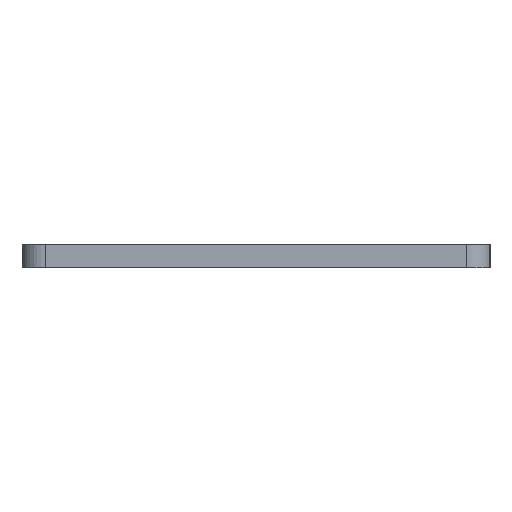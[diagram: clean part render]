
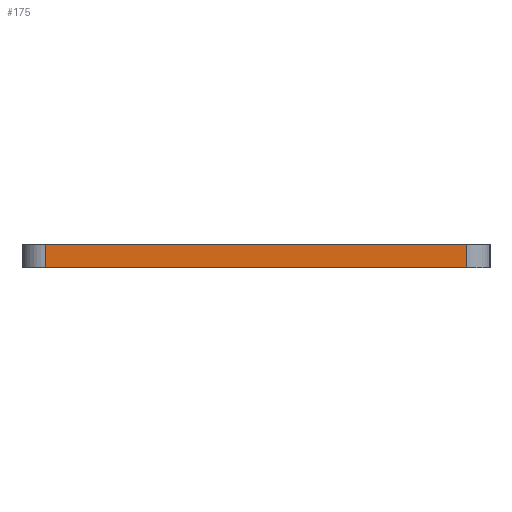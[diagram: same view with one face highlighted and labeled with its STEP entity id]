
A CAD part, left-side view. The second image highlights one B-rep face of the part: STEP entity #175.
In plain terms, the highlighted planar face has unit normal (-1, 0, 0).
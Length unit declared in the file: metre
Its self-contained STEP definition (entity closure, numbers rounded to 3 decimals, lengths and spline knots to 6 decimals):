
#175=ADVANCED_FACE('',(#510),#511,.T.);
#510=FACE_OUTER_BOUND('',#891,.T.);
#511=PLANE('',#892);
#891=EDGE_LOOP('',(#1404,#1405,#1406,#1407));
#892=AXIS2_PLACEMENT_3D('',#1408,#1409,#1410);
#1404=ORIENTED_EDGE('',*,*,#1794,.T.);
#1405=ORIENTED_EDGE('',*,*,#1819,.T.);
#1406=ORIENTED_EDGE('',*,*,#1718,.T.);
#1407=ORIENTED_EDGE('',*,*,#1821,.T.);
#1408=CARTESIAN_POINT('',(-0.2175,0.0,-0.001));
#1409=DIRECTION('',(-1.0,0.0,0.0));
#1410=DIRECTION('',(0.0,0.,-1.0));
#1718=EDGE_CURVE('',#2019,#2020,#2021,.T.);
#1794=EDGE_CURVE('',#2171,#2169,#2172,.T.);
#1819=EDGE_CURVE('',#2169,#2019,#2210,.T.);
#1821=EDGE_CURVE('',#2020,#2171,#2212,.F.);
#2019=VERTEX_POINT('',#2630);
#2020=VERTEX_POINT('',#2631);
#2021=LINE('',#2632,#2633);
#2169=VERTEX_POINT('',#3302);
#2171=VERTEX_POINT('',#3304);
#2172=LINE('',#3305,#3306);
#2210=LINE('',#3647,#3648);
#2212=LINE('',#3650,#3651);
#2630=CARTESIAN_POINT('',(-0.2175,-0.002,-0.002));
#2631=CARTESIAN_POINT('',(-0.2175,-0.038,-0.002));
#2632=CARTESIAN_POINT('',(-0.2175,0.,-0.002));
#2633=VECTOR('',#3875,1.0);
#3302=CARTESIAN_POINT('',(-0.2175,-0.002,0.));
#3304=CARTESIAN_POINT('',(-0.2175,-0.038,0.));
#3305=CARTESIAN_POINT('',(-0.2175,0.0,0.));
#3306=VECTOR('',#4016,1.0);
#3647=CARTESIAN_POINT('',(-0.2175,-0.002,-0.001));
#3648=VECTOR('',#4032,1.0);
#3650=CARTESIAN_POINT('',(-0.2175,-0.038,-0.001));
#3651=VECTOR('',#4033,1.0);
#3875=DIRECTION('',(-0.0,-1.0,0.));
#4016=DIRECTION('',(0.0,1.0,0.));
#4032=DIRECTION('',(0.0,0.0,-1.0));
#4033=DIRECTION('',(0.0,0.,-1.0));
